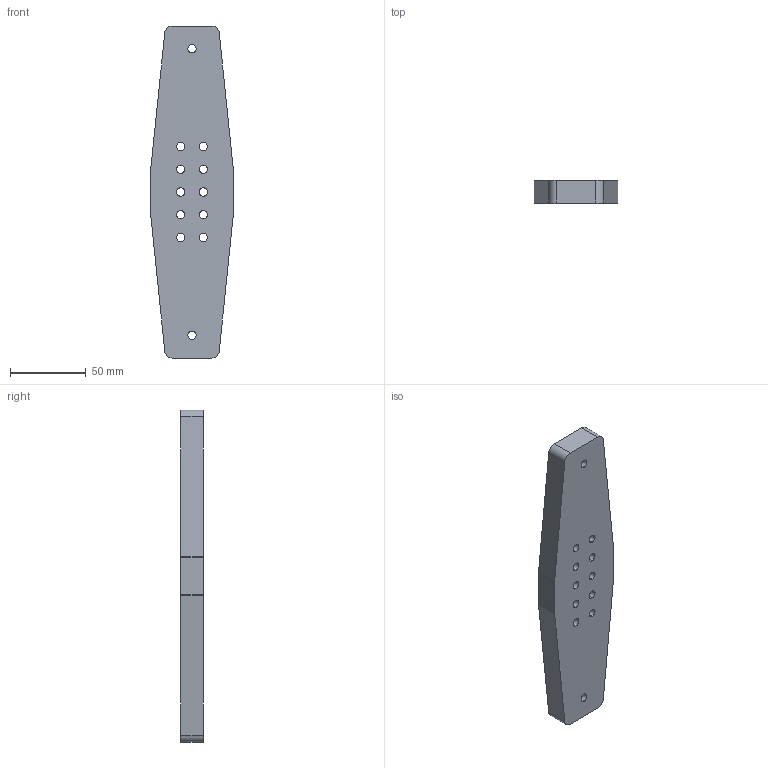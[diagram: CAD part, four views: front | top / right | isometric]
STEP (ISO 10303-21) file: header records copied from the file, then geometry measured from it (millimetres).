
FILE_DESCRIPTION (( 'STEP AP214' ), '1' );
FILE_NAME ('Pied_V4_ECP.STEP', '2023-03-31T18:29:14', ( 'Administrator' ), ( 'FGEN-Genie-VM' ), 'SwSTEP 2.0', 'SolidWorks 2022', '' );
FILE_SCHEMA (( 'AUTOMOTIVE_DESIGN' ));
Length unit declared in the file: millimetre
Products named in the file (1): Pied_V4_ECP
Bounding box: 55 x 15 x 219 mm (x, y, z)
Volume: 146239.1 mm3; surface area: 30062.4 mm2
Topology: 1 solids, 1 shells, 66 faces, 168 edges, 104 vertices
Faces by surface type: cylinder 32, cone 24, plane 10
Entity records: 2090 total; most frequent: DIRECTION 390, CARTESIAN_POINT 339, ORIENTED_EDGE 336, EDGE_CURVE 168, AXIS2_PLACEMENT_3D 155, VERTEX_POINT 104, EDGE_LOOP 90, CIRCLE 88
